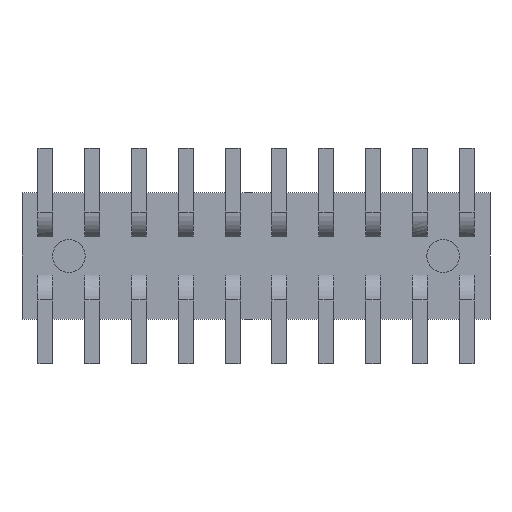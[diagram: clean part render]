
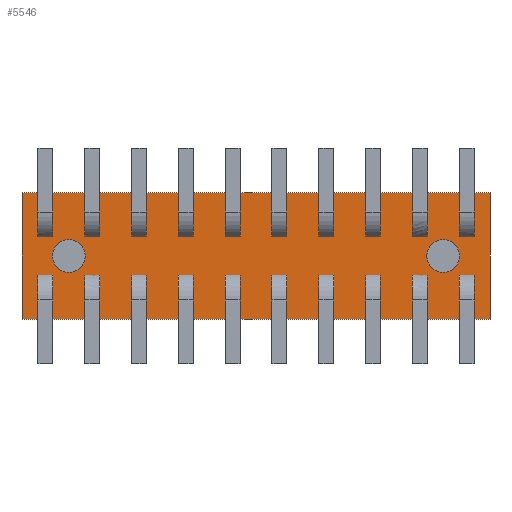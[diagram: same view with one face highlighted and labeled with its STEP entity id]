
A CAD part, front view. The second image highlights one B-rep face of the part: STEP entity #5546.
In plain terms, the highlighted planar face has unit normal (0, -1, 0).
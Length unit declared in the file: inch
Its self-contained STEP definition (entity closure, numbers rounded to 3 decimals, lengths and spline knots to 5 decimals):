
#117=CIRCLE('',#5963,0.0175);
#118=CIRCLE('',#5964,0.0175);
#1679=ORIENTED_EDGE('',*,*,#2469,.F.);
#1680=ORIENTED_EDGE('',*,*,#2470,.F.);
#1681=ORIENTED_EDGE('',*,*,#2457,.F.);
#1682=ORIENTED_EDGE('',*,*,#2467,.F.);
#1683=ORIENTED_EDGE('',*,*,#2464,.F.);
#1684=ORIENTED_EDGE('',*,*,#2461,.F.);
#2457=EDGE_CURVE('',#2957,#2958,#3655,.T.);
#2461=EDGE_CURVE('',#2958,#2961,#3659,.T.);
#2464=EDGE_CURVE('',#2961,#2963,#3662,.T.);
#2467=EDGE_CURVE('',#2963,#2957,#3665,.T.);
#2469=EDGE_CURVE('',#2965,#2965,#117,.F.);
#2470=EDGE_CURVE('',#2966,#2966,#118,.F.);
#2957=VERTEX_POINT('',#8979);
#2958=VERTEX_POINT('',#8980);
#2961=VERTEX_POINT('',#8988);
#2963=VERTEX_POINT('',#8994);
#2965=VERTEX_POINT('',#9004);
#2966=VERTEX_POINT('',#9006);
#3655=LINE('',#8978,#4353);
#3659=LINE('',#8987,#4357);
#3662=LINE('',#8993,#4360);
#3665=LINE('',#8999,#4363);
#4353=VECTOR('',#7398,39.37008);
#4357=VECTOR('',#7404,39.37008);
#4360=VECTOR('',#7409,39.37008);
#4363=VECTOR('',#7414,39.37008);
#4656=EDGE_LOOP('',(#1679));
#4657=EDGE_LOOP('',(#1680));
#4658=EDGE_LOOP('',(#1681,#1682,#1683,#1684));
#4956=FACE_BOUND('',#4656,.T.);
#4957=FACE_BOUND('',#4657,.T.);
#4958=FACE_BOUND('',#4658,.T.);
#5252=PLANE('',#5962);
#5546=ADVANCED_FACE('',(#4956,#4957,#4958),#5252,.F.);
#5962=AXIS2_PLACEMENT_3D('',#9002,#7418,#7419);
#5963=AXIS2_PLACEMENT_3D('',#9003,#7420,#7421);
#5964=AXIS2_PLACEMENT_3D('',#9005,#7422,#7423);
#7398=DIRECTION('',(0.,0.,1.));
#7404=DIRECTION('',(1.,0.,0.));
#7409=DIRECTION('',(0.,0.,-1.));
#7414=DIRECTION('',(-1.,0.,0.));
#7418=DIRECTION('',(0.,1.,0.));
#7419=DIRECTION('',(0.,0.,1.));
#7420=DIRECTION('',(0.,1.,0.));
#7421=DIRECTION('',(0.,0.,1.));
#7422=DIRECTION('',(0.,1.,0.));
#7423=DIRECTION('',(0.,0.,1.));
#8978=CARTESIAN_POINT('',(-0.25,0.,-0.0675));
#8979=CARTESIAN_POINT('',(-0.25,0.,-0.0675));
#8980=CARTESIAN_POINT('',(-0.25,0.,0.0675));
#8987=CARTESIAN_POINT('',(-0.25,0.,0.0675));
#8988=CARTESIAN_POINT('',(0.25,0.,0.0675));
#8993=CARTESIAN_POINT('',(0.25,0.,0.0675));
#8994=CARTESIAN_POINT('',(0.25,0.,-0.0675));
#8999=CARTESIAN_POINT('',(0.25,0.,-0.0675));
#9002=CARTESIAN_POINT('',(0.,0.,0.));
#9003=CARTESIAN_POINT('',(-0.2,0.,0.));
#9004=CARTESIAN_POINT('',(-0.2,0.,0.0175));
#9005=CARTESIAN_POINT('',(0.2,0.,0.));
#9006=CARTESIAN_POINT('',(0.2,0.,0.0175));
